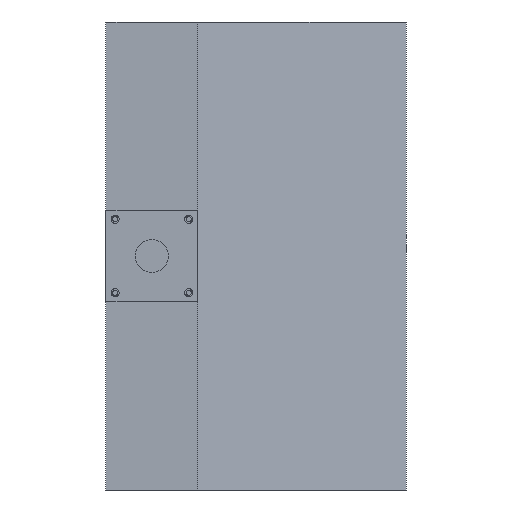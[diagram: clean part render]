
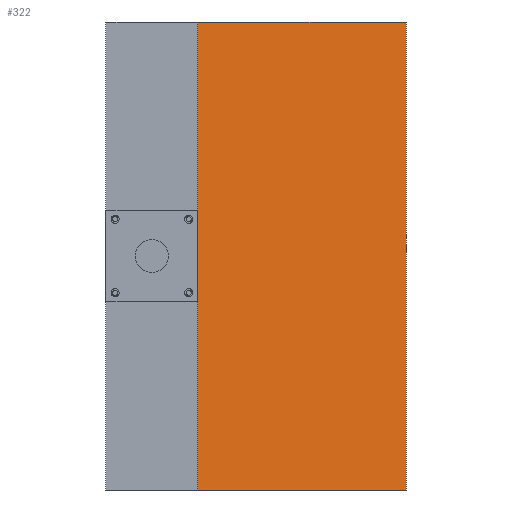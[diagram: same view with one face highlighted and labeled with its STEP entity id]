
A CAD part, front view. The second image highlights one B-rep face of the part: STEP entity #322.
In plain terms, the highlighted planar face has unit normal (0.157, -0.988, 0).
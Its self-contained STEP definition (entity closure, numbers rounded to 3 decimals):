
#150 = ORIENTED_EDGE ( 'NONE', *, *, #2822, .T. ) ;
#195 = LINE ( 'NONE', #256, #335 ) ;
#200 = CARTESIAN_POINT ( 'NONE',  ( 303.884, 0., -318. ) ) ;
#256 = CARTESIAN_POINT ( 'NONE',  ( 20.884, -45., 318. ) ) ;
#322 = ADVANCED_FACE ( 'NONE', ( #1958 ), #1969, .F. ) ;
#335 = VECTOR ( 'NONE', #593, 1000. ) ;
#385 = EDGE_CURVE ( 'NONE', #1308, #1595, #195, .T. ) ;
#492 = VECTOR ( 'NONE', #633, 1000. ) ;
#507 = CARTESIAN_POINT ( 'NONE',  ( 303.884, 0., -318. ) ) ;
#511 = ORIENTED_EDGE ( 'NONE', *, *, #2183, .F. ) ;
#546 = VERTEX_POINT ( 'NONE', #200 ) ;
#593 = DIRECTION ( 'NONE',  ( 0., 0., -1. ) ) ;
#607 = CARTESIAN_POINT ( 'NONE',  ( 303.884, 0., 318. ) ) ;
#622 = CARTESIAN_POINT ( 'NONE',  ( 20.884, -45., 318. ) ) ;
#633 = DIRECTION ( 'NONE',  ( 0.988, 0.157, 0. ) ) ;
#1002 = ORIENTED_EDGE ( 'NONE', *, *, #1526, .F. ) ;
#1034 = CARTESIAN_POINT ( 'NONE',  ( 303.884, 0., 318. ) ) ;
#1061 = DIRECTION ( 'NONE',  ( 0., 0., -1. ) ) ;
#1177 = CARTESIAN_POINT ( 'NONE',  ( 20.884, -45., -318. ) ) ;
#1308 = VERTEX_POINT ( 'NONE', #622 ) ;
#1402 = DIRECTION ( 'NONE',  ( 0.988, 0.157, 0. ) ) ;
#1415 = CARTESIAN_POINT ( 'NONE',  ( 303.884, 0., 318. ) ) ;
#1526 = EDGE_CURVE ( 'NONE', #2400, #546, #1820, .T. ) ;
#1595 = VERTEX_POINT ( 'NONE', #1177 ) ;
#1820 = LINE ( 'NONE', #1034, #2620 ) ;
#1844 = VECTOR ( 'NONE', #1402, 1000. ) ;
#1862 = AXIS2_PLACEMENT_3D ( 'NONE', #607, #2412, #1976 ) ;
#1888 = LINE ( 'NONE', #1415, #1844 ) ;
#1933 = LINE ( 'NONE', #507, #492 ) ;
#1958 = FACE_OUTER_BOUND ( 'NONE', #2323, .T. ) ;
#1969 = PLANE ( 'NONE',  #1862 ) ;
#1976 = DIRECTION ( 'NONE',  ( -0.988, -0.157, 0. ) ) ;
#2183 = EDGE_CURVE ( 'NONE', #1308, #2400, #1888, .T. ) ;
#2313 = CARTESIAN_POINT ( 'NONE',  ( 303.884, 0., 318. ) ) ;
#2323 = EDGE_LOOP ( 'NONE', ( #150, #1002, #511, #2853 ) ) ;
#2400 = VERTEX_POINT ( 'NONE', #2313 ) ;
#2412 = DIRECTION ( 'NONE',  ( -0.157, 0.988, 0. ) ) ;
#2620 = VECTOR ( 'NONE', #1061, 1000. ) ;
#2822 = EDGE_CURVE ( 'NONE', #1595, #546, #1933, .T. ) ;
#2853 = ORIENTED_EDGE ( 'NONE', *, *, #385, .T. ) ;
